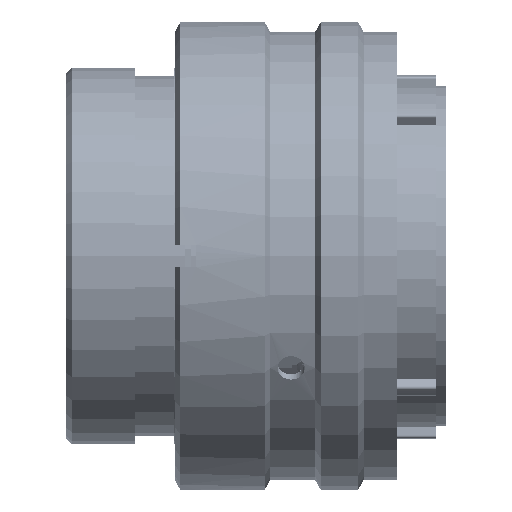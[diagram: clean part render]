
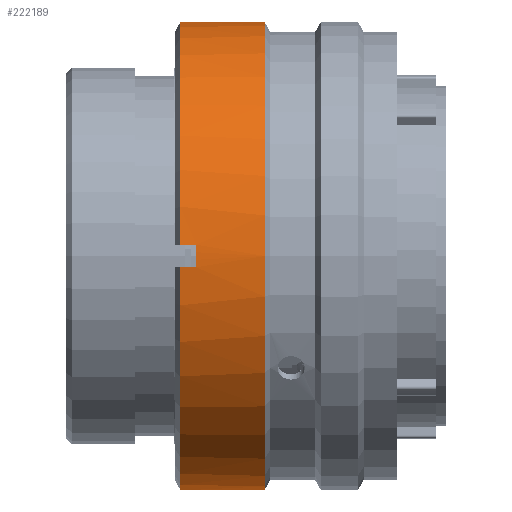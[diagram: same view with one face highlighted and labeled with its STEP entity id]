
A CAD part, front view. The second image highlights one B-rep face of the part: STEP entity #222189.
In plain terms, the highlighted cylindrical face has radius 20.6 mm (diameter 41.2 mm), a partial arc.
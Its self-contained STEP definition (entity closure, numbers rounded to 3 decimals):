
#2126 = VECTOR ( 'NONE', #244173, 1000. ) ;
#4372 = VECTOR ( 'NONE', #167235, 1000. ) ;
#4386 = AXIS2_PLACEMENT_3D ( 'NONE', #65546, #68996, #210562 ) ;
#8177 = VECTOR ( 'NONE', #73472, 1000. ) ;
#8235 = CARTESIAN_POINT ( 'NONE',  ( 10.02, 0., 0. ) ) ;
#10857 = VERTEX_POINT ( 'NONE', #56557 ) ;
#10899 = CIRCLE ( 'NONE', #88033, 20.6 ) ;
#11106 = AXIS2_PLACEMENT_3D ( 'NONE', #8235, #168439, #150700 ) ;
#11296 = CIRCLE ( 'NONE', #187826, 20.6 ) ;
#13084 = CARTESIAN_POINT ( 'NONE',  ( 11.42, -1., 20.576 ) ) ;
#17975 = ORIENTED_EDGE ( 'NONE', *, *, #67719, .T. ) ;
#18536 = CIRCLE ( 'NONE', #202012, 20.6 ) ;
#21977 = EDGE_CURVE ( 'NONE', #57731, #250172, #46216, .T. ) ;
#22773 = LINE ( 'NONE', #135494, #247276 ) ;
#23283 = LINE ( 'NONE', #180355, #225763 ) ;
#24640 = CARTESIAN_POINT ( 'NONE',  ( 10.02, -20.576, 1. ) ) ;
#31211 = AXIS2_PLACEMENT_3D ( 'NONE', #182276, #140726, #222809 ) ;
#38314 = EDGE_LOOP ( 'NONE', ( #150936, #218492, #119043, #140859, #194998, #17975, #99807, #59692, #249888, #74263, #136152, #253526 ) ) ;
#45963 = CARTESIAN_POINT ( 'NONE',  ( 11.42, 0., 0. ) ) ;
#46216 = LINE ( 'NONE', #72592, #8177 ) ;
#53228 = DIRECTION ( 'NONE',  ( 0., 0., 1. ) ) ;
#56557 = CARTESIAN_POINT ( 'NONE',  ( 10.02, -1., 20.576 ) ) ;
#57731 = VERTEX_POINT ( 'NONE', #214680 ) ;
#59692 = ORIENTED_EDGE ( 'NONE', *, *, #181023, .T. ) ;
#61079 = CARTESIAN_POINT ( 'NONE',  ( 10.02, -20.576, -1. ) ) ;
#65546 = CARTESIAN_POINT ( 'NONE',  ( 29.07, 0., 0. ) ) ;
#66927 = AXIS2_PLACEMENT_3D ( 'NONE', #194874, #236287, #53228 ) ;
#67186 = DIRECTION ( 'NONE',  ( 0., 0., 1. ) ) ;
#67719 = EDGE_CURVE ( 'NONE', #210299, #115291, #233833, .T. ) ;
#67920 = VECTOR ( 'NONE', #71570, 1000. ) ;
#68996 = DIRECTION ( 'NONE',  ( 1., 0., 0. ) ) ;
#69287 = CYLINDRICAL_SURFACE ( 'NONE', #4386, 20.6 ) ;
#70789 = CARTESIAN_POINT ( 'NONE',  ( 10.02, -1., -20.576 ) ) ;
#71303 = CIRCLE ( 'NONE', #11106, 20.6 ) ;
#71570 = DIRECTION ( 'NONE',  ( -1., 0., 0. ) ) ;
#72592 = CARTESIAN_POINT ( 'NONE',  ( 29.07, 0., 20.6 ) ) ;
#73472 = DIRECTION ( 'NONE',  ( 1., 0., 0. ) ) ;
#74263 = ORIENTED_EDGE ( 'NONE', *, *, #241121, .T. ) ;
#84622 = VERTEX_POINT ( 'NONE', #253923 ) ;
#86645 = VERTEX_POINT ( 'NONE', #70789 ) ;
#87490 = CARTESIAN_POINT ( 'NONE',  ( 11.42, 0., -20.6 ) ) ;
#88033 = AXIS2_PLACEMENT_3D ( 'NONE', #128720, #109187, #132175 ) ;
#97200 = EDGE_CURVE ( 'NONE', #115291, #172071, #112085, .T. ) ;
#99807 = ORIENTED_EDGE ( 'NONE', *, *, #97200, .T. ) ;
#104714 = EDGE_CURVE ( 'NONE', #163410, #214247, #207993, .T. ) ;
#106103 = VERTEX_POINT ( 'NONE', #24640 ) ;
#109187 = DIRECTION ( 'NONE',  ( 1., 0., 0. ) ) ;
#112085 = LINE ( 'NONE', #227177, #4372 ) ;
#115291 = VERTEX_POINT ( 'NONE', #250083 ) ;
#118795 = LINE ( 'NONE', #173404, #67920 ) ;
#119043 = ORIENTED_EDGE ( 'NONE', *, *, #246879, .T. ) ;
#128709 = EDGE_CURVE ( 'NONE', #86645, #84622, #23283, .T. ) ;
#128720 = CARTESIAN_POINT ( 'NONE',  ( 17.44, 0., 0. ) ) ;
#132175 = DIRECTION ( 'NONE',  ( 0., 0., -1. ) ) ;
#135324 = DIRECTION ( 'NONE',  ( 0., 0., -1. ) ) ;
#135494 = CARTESIAN_POINT ( 'NONE',  ( 29.07, -20.576, 1. ) ) ;
#136152 = ORIENTED_EDGE ( 'NONE', *, *, #104714, .T. ) ;
#136206 = DIRECTION ( 'NONE',  ( 1., 0., 0. ) ) ;
#140726 = DIRECTION ( 'NONE',  ( 1., 0., 0. ) ) ;
#140859 = ORIENTED_EDGE ( 'NONE', *, *, #185566, .T. ) ;
#150700 = DIRECTION ( 'NONE',  ( 0., 0., -1. ) ) ;
#150936 = ORIENTED_EDGE ( 'NONE', *, *, #21977, .F. ) ;
#163410 = VERTEX_POINT ( 'NONE', #87490 ) ;
#167235 = DIRECTION ( 'NONE',  ( -1., 0., 0. ) ) ;
#167423 = EDGE_CURVE ( 'NONE', #57731, #173465, #11296, .T. ) ;
#168439 = DIRECTION ( 'NONE',  ( 1., 0., 0. ) ) ;
#172071 = VERTEX_POINT ( 'NONE', #61079 ) ;
#173404 = CARTESIAN_POINT ( 'NONE',  ( 29.07, -1., 20.576 ) ) ;
#173465 = VERTEX_POINT ( 'NONE', #13084 ) ;
#176061 = CARTESIAN_POINT ( 'NONE',  ( 10.02, 0., 0. ) ) ;
#180355 = CARTESIAN_POINT ( 'NONE',  ( 29.07, -1., -20.576 ) ) ;
#181023 = EDGE_CURVE ( 'NONE', #172071, #86645, #18536, .T. ) ;
#182276 = CARTESIAN_POINT ( 'NONE',  ( 11.42, 0., 0. ) ) ;
#185030 = CARTESIAN_POINT ( 'NONE',  ( 17.44, 0., 20.6 ) ) ;
#185361 = CARTESIAN_POINT ( 'NONE',  ( 11.42, -20.576, 1. ) ) ;
#185566 = EDGE_CURVE ( 'NONE', #10857, #106103, #71303, .T. ) ;
#187826 = AXIS2_PLACEMENT_3D ( 'NONE', #45963, #247545, #67186 ) ;
#194874 = CARTESIAN_POINT ( 'NONE',  ( 11.42, 0., 0. ) ) ;
#194998 = ORIENTED_EDGE ( 'NONE', *, *, #256631, .T. ) ;
#202012 = AXIS2_PLACEMENT_3D ( 'NONE', #176061, #136206, #135324 ) ;
#207317 = CARTESIAN_POINT ( 'NONE',  ( 17.44, 0., -20.6 ) ) ;
#207993 = LINE ( 'NONE', #222048, #2126 ) ;
#208681 = FACE_OUTER_BOUND ( 'NONE', #38314, .T. ) ;
#208966 = CIRCLE ( 'NONE', #31211, 20.6 ) ;
#210299 = VERTEX_POINT ( 'NONE', #185361 ) ;
#210562 = DIRECTION ( 'NONE',  ( 0., 0., -1. ) ) ;
#214247 = VERTEX_POINT ( 'NONE', #207317 ) ;
#214680 = CARTESIAN_POINT ( 'NONE',  ( 11.42, 0., 20.6 ) ) ;
#218492 = ORIENTED_EDGE ( 'NONE', *, *, #167423, .T. ) ;
#222048 = CARTESIAN_POINT ( 'NONE',  ( 29.07, 0., -20.6 ) ) ;
#222189 = ADVANCED_FACE ( 'NONE', ( #208681 ), #69287, .T. ) ;
#222809 = DIRECTION ( 'NONE',  ( 0., 0., 1. ) ) ;
#225763 = VECTOR ( 'NONE', #258848, 1000. ) ;
#227177 = CARTESIAN_POINT ( 'NONE',  ( 29.07, -20.576, -1. ) ) ;
#231248 = EDGE_CURVE ( 'NONE', #250172, #214247, #10899, .T. ) ;
#233833 = CIRCLE ( 'NONE', #66927, 20.6 ) ;
#234471 = DIRECTION ( 'NONE',  ( 1., 0., 0. ) ) ;
#236287 = DIRECTION ( 'NONE',  ( 1., 0., 0. ) ) ;
#241121 = EDGE_CURVE ( 'NONE', #84622, #163410, #208966, .T. ) ;
#244173 = DIRECTION ( 'NONE',  ( 1., 0., 0. ) ) ;
#246879 = EDGE_CURVE ( 'NONE', #173465, #10857, #118795, .T. ) ;
#247276 = VECTOR ( 'NONE', #234471, 1000. ) ;
#247545 = DIRECTION ( 'NONE',  ( 1., 0., 0. ) ) ;
#249888 = ORIENTED_EDGE ( 'NONE', *, *, #128709, .T. ) ;
#250083 = CARTESIAN_POINT ( 'NONE',  ( 11.42, -20.576, -1. ) ) ;
#250172 = VERTEX_POINT ( 'NONE', #185030 ) ;
#253526 = ORIENTED_EDGE ( 'NONE', *, *, #231248, .F. ) ;
#253923 = CARTESIAN_POINT ( 'NONE',  ( 11.42, -1., -20.576 ) ) ;
#256631 = EDGE_CURVE ( 'NONE', #106103, #210299, #22773, .T. ) ;
#258848 = DIRECTION ( 'NONE',  ( 1., 0., 0. ) ) ;
